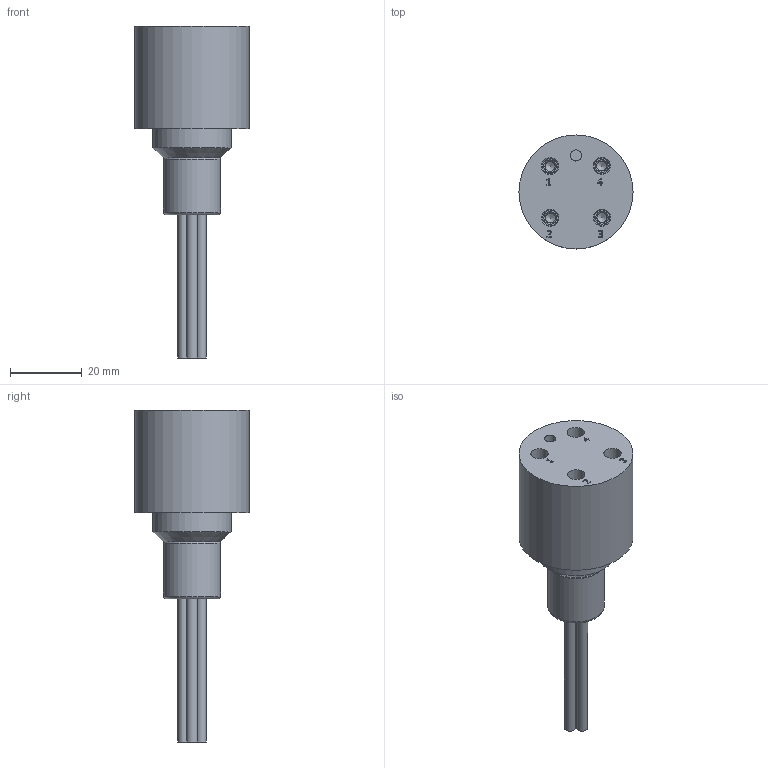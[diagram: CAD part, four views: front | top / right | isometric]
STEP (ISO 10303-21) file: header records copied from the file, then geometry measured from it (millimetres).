
FILE_DESCRIPTION(/* description */ (''),/* implementation_level */ '2;1');
FILE_NAME(/* name */ 'OMB4F.stp',/* time_stamp */ '2015-10-06T09:28:09+02:00',/* author */ ('sh'),/* organization */ (''),/* preprocessor_version */ 'ST-DEVELOPER v15.2',/* originating_system */ 'Autodesk Inventor 2014',/* authorisation */ '');
FILE_SCHEMA (('AUTOMOTIVE_DESIGN { 1 0 10303 214 3 1 1 }'));
Length unit declared in the file: inch
Products named in the file (1): OMB4F
Bounding box: 31.75 x 31.75 x 92.46 mm (x, y, z)
Volume: 26867.7 mm3; surface area: 10816 mm2
Topology: 10 solids, 10 shells, 268 faces, 714 edges, 466 vertices
Faces by surface type: plane 130, cylinder 47, torus 37, bspline 31, cone 23
Full cylindrical faces by diameter (mm): 2.057 x4, 2.794 x4, 3.048 x4, 3.175 x1, 3.569 x4, 4.775 x24, 9.906 x1, 11.1 x1, 12.827 x1, 15.875 x1, 21.844 x1, 31.75 x1
Entity records: 8438 total; most frequent: CARTESIAN_POINT 2287, ORIENTED_EDGE 1200, DIRECTION 1167, EDGE_CURVE 600, AXIS2_PLACEMENT_3D 447, VERTEX_POINT 435, EDGE_LOOP 369, LINE 273
